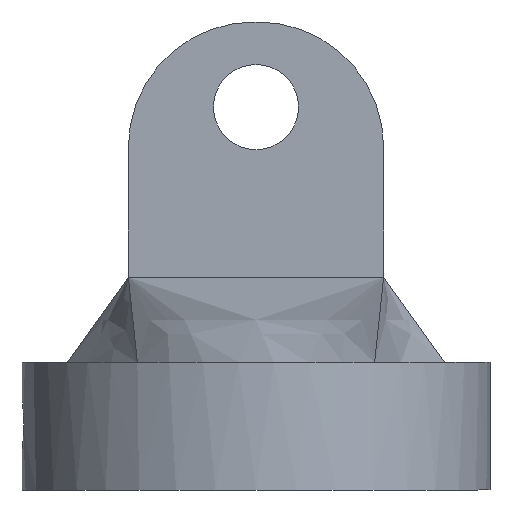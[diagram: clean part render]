
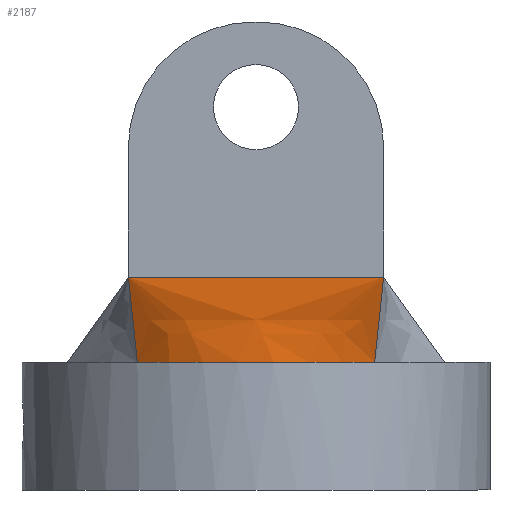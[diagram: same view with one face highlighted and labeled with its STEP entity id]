
A CAD part, front view. The second image highlights one B-rep face of the part: STEP entity #2187.
In plain terms, the highlighted free-form (B-spline) face has degree [7, 1] with [8, 2] control points.
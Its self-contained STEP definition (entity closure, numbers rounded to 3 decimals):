
#428 = CYLINDRICAL_SURFACE('',#429,11.);
#429 = AXIS2_PLACEMENT_3D('',#430,#431,#432);
#430 = CARTESIAN_POINT('',(0.722,-3.209,
    0.));
#431 = DIRECTION('',(0.,0.,-1.));
#432 = DIRECTION('',(0.,1.,0.));
#965 = VERTEX_POINT('',#966);
#966 = CARTESIAN_POINT('',(-4.853,-12.691,6.));
#980 = B_SPLINE_SURFACE_WITH_KNOTS('',6,1,(
    (#981,#982)
    ,(#983,#984)
    ,(#985,#986)
    ,(#987,#988)
    ,(#989,#990)
    ,(#991,#992)
    ,(#993,#994
    )),.UNSPECIFIED.,.F.,.F.,.F.,(7,7),(2,2),(0.426,3.),(0.,1.)
  ,.PIECEWISE_BEZIER_KNOTS.);
#981 = CARTESIAN_POINT('',(-8.152,-9.709,6.));
#982 = CARTESIAN_POINT('',(-5.278,-11.634,10.));
#983 = CARTESIAN_POINT('',(-7.711,-10.311,6.));
#984 = CARTESIAN_POINT('',(-5.278,-12.063,10.));
#985 = CARTESIAN_POINT('',(-7.221,-10.877,6.));
#986 = CARTESIAN_POINT('',(-5.278,-12.493,10.));
#987 = CARTESIAN_POINT('',(-6.686,-11.402,6.));
#988 = CARTESIAN_POINT('',(-5.278,-12.922,10.));
#989 = CARTESIAN_POINT('',(-6.109,-11.882,6.));
#990 = CARTESIAN_POINT('',(-5.278,-13.351,10.));
#991 = CARTESIAN_POINT('',(-5.497,-12.313,6.));
#992 = CARTESIAN_POINT('',(-5.278,-13.78,10.));
#993 = CARTESIAN_POINT('',(-4.853,-12.691,6.));
#994 = CARTESIAN_POINT('',(-5.278,-14.209,10.));
#1001 = EDGE_CURVE('',#965,#1002,#1004,.T.);
#1002 = VERTEX_POINT('',#1003);
#1003 = CARTESIAN_POINT('',(6.297,-12.691,6.));
#1004 = SURFACE_CURVE('',#1005,(#1010,#1016),.PCURVE_S1.);
#1005 = CIRCLE('',#1006,11.);
#1006 = AXIS2_PLACEMENT_3D('',#1007,#1008,#1009);
#1007 = CARTESIAN_POINT('',(0.722,-3.209,6.));
#1008 = DIRECTION('',(0.,0.,1.));
#1009 = DIRECTION('',(0.,1.,0.));
#1010 = PCURVE('',#428,#1011);
#1011 = DEFINITIONAL_REPRESENTATION('',(#1012),#1015);
#1012 = B_SPLINE_CURVE_WITH_KNOTS('',1,(#1013,#1014),.UNSPECIFIED.,.F.,
  .F.,(2,2),(2.61,3.673),.PIECEWISE_BEZIER_KNOTS.);
#1013 = CARTESIAN_POINT('',(-2.61,-6.));
#1014 = CARTESIAN_POINT('',(-3.673,-6.));
#1015 = ( GEOMETRIC_REPRESENTATION_CONTEXT(2) 
PARAMETRIC_REPRESENTATION_CONTEXT() REPRESENTATION_CONTEXT('2D SPACE',''
  ) );
#1016 = PCURVE('',#1017,#1034);
#1017 = B_SPLINE_SURFACE_WITH_KNOTS('',7,1,(
    (#1018,#1019)
    ,(#1020,#1021)
    ,(#1022,#1023)
    ,(#1024,#1025)
    ,(#1026,#1027)
    ,(#1028,#1029)
    ,(#1030,#1031)
    ,(#1032,#1033
    )),.UNSPECIFIED.,.F.,.F.,.F.,(8,8),(2,2),(0.,12.),(0.,1.),
  .PIECEWISE_BEZIER_KNOTS.);
#1018 = CARTESIAN_POINT('',(-4.853,-12.691,6.));
#1019 = CARTESIAN_POINT('',(-5.278,-14.209,10.));
#1020 = CARTESIAN_POINT('',(-3.413,-13.538,6.));
#1021 = CARTESIAN_POINT('',(-3.564,-14.209,10.));
#1022 = CARTESIAN_POINT('',(-1.823,-14.129,6.));
#1023 = CARTESIAN_POINT('',(-1.85,-14.209,10.));
#1024 = CARTESIAN_POINT('',(-0.138,-14.434,6.));
#1025 = CARTESIAN_POINT('',(-0.135,-14.209,10.));
#1026 = CARTESIAN_POINT('',(1.581,-14.434,6.));
#1027 = CARTESIAN_POINT('',(1.579,-14.209,10.));
#1028 = CARTESIAN_POINT('',(3.267,-14.129,6.));
#1029 = CARTESIAN_POINT('',(3.293,-14.209,10.));
#1030 = CARTESIAN_POINT('',(4.857,-13.538,6.));
#1031 = CARTESIAN_POINT('',(5.007,-14.209,10.));
#1032 = CARTESIAN_POINT('',(6.297,-12.691,6.));
#1033 = CARTESIAN_POINT('',(6.722,-14.209,10.));
#1034 = DEFINITIONAL_REPRESENTATION('',(#1035),#1038);
#1035 = B_SPLINE_CURVE_WITH_KNOTS('',1,(#1036,#1037),.UNSPECIFIED.,.F.,
  .F.,(2,2),(2.61,3.673),.PIECEWISE_BEZIER_KNOTS.);
#1036 = CARTESIAN_POINT('',(0.,0.));
#1037 = CARTESIAN_POINT('',(12.,0.));
#1038 = ( GEOMETRIC_REPRESENTATION_CONTEXT(2) 
PARAMETRIC_REPRESENTATION_CONTEXT() REPRESENTATION_CONTEXT('2D SPACE',''
  ) );
#1056 = B_SPLINE_SURFACE_WITH_KNOTS('',6,1,(
    (#1057,#1058)
    ,(#1059,#1060)
    ,(#1061,#1062)
    ,(#1063,#1064)
    ,(#1065,#1066)
    ,(#1067,#1068)
    ,(#1069,#1070
    )),.UNSPECIFIED.,.F.,.F.,.F.,(7,7),(2,2),(0.,2.574),(0.,1.)
  ,.PIECEWISE_BEZIER_KNOTS.);
#1057 = CARTESIAN_POINT('',(6.297,-12.691,6.));
#1058 = CARTESIAN_POINT('',(6.722,-14.209,10.));
#1059 = CARTESIAN_POINT('',(6.94,-12.313,6.));
#1060 = CARTESIAN_POINT('',(6.722,-13.78,10.));
#1061 = CARTESIAN_POINT('',(7.553,-11.882,6.));
#1062 = CARTESIAN_POINT('',(6.722,-13.351,10.));
#1063 = CARTESIAN_POINT('',(8.129,-11.402,6.));
#1064 = CARTESIAN_POINT('',(6.722,-12.922,10.));
#1065 = CARTESIAN_POINT('',(8.665,-10.877,6.));
#1066 = CARTESIAN_POINT('',(6.722,-12.493,10.));
#1067 = CARTESIAN_POINT('',(9.155,-10.311,6.));
#1068 = CARTESIAN_POINT('',(6.722,-12.063,10.));
#1069 = CARTESIAN_POINT('',(9.596,-9.709,6.));
#1070 = CARTESIAN_POINT('',(6.722,-11.634,10.));
#2144 = VERTEX_POINT('',#2145);
#2145 = CARTESIAN_POINT('',(6.722,-14.209,10.));
#2170 = EDGE_CURVE('',#1002,#2144,#2171,.T.);
#2171 = SURFACE_CURVE('',#2172,(#2175,#2181),.PCURVE_S1.);
#2172 = B_SPLINE_CURVE_WITH_KNOTS('',1,(#2173,#2174),.UNSPECIFIED.,.F.,
  .F.,(2,2),(0.,1.),.PIECEWISE_BEZIER_KNOTS.);
#2173 = CARTESIAN_POINT('',(6.297,-12.691,6.));
#2174 = CARTESIAN_POINT('',(6.722,-14.209,10.));
#2175 = PCURVE('',#1056,#2176);
#2176 = DEFINITIONAL_REPRESENTATION('',(#2177),#2180);
#2177 = B_SPLINE_CURVE_WITH_KNOTS('',1,(#2178,#2179),.UNSPECIFIED.,.F.,
  .F.,(2,2),(0.,1.),.PIECEWISE_BEZIER_KNOTS.);
#2178 = CARTESIAN_POINT('',(0.,0.));
#2179 = CARTESIAN_POINT('',(0.,1.));
#2180 = ( GEOMETRIC_REPRESENTATION_CONTEXT(2) 
PARAMETRIC_REPRESENTATION_CONTEXT() REPRESENTATION_CONTEXT('2D SPACE',''
  ) );
#2181 = PCURVE('',#1017,#2182);
#2182 = DEFINITIONAL_REPRESENTATION('',(#2183),#2186);
#2183 = B_SPLINE_CURVE_WITH_KNOTS('',1,(#2184,#2185),.UNSPECIFIED.,.F.,
  .F.,(2,2),(0.,1.),.PIECEWISE_BEZIER_KNOTS.);
#2184 = CARTESIAN_POINT('',(12.,0.));
#2185 = CARTESIAN_POINT('',(12.,1.));
#2186 = ( GEOMETRIC_REPRESENTATION_CONTEXT(2) 
PARAMETRIC_REPRESENTATION_CONTEXT() REPRESENTATION_CONTEXT('2D SPACE',''
  ) );
#2187 = ADVANCED_FACE('',(#2188),#1017,.T.);
#2188 = FACE_BOUND('',#2189,.T.);
#2189 = EDGE_LOOP('',(#2190,#2191,#2192,#2219));
#2190 = ORIENTED_EDGE('',*,*,#1001,.T.);
#2191 = ORIENTED_EDGE('',*,*,#2170,.T.);
#2192 = ORIENTED_EDGE('',*,*,#2193,.F.);
#2193 = EDGE_CURVE('',#2194,#2144,#2196,.T.);
#2194 = VERTEX_POINT('',#2195);
#2195 = CARTESIAN_POINT('',(-5.278,-14.209,10.));
#2196 = SURFACE_CURVE('',#2197,(#2201,#2207),.PCURVE_S1.);
#2197 = LINE('',#2198,#2199);
#2198 = CARTESIAN_POINT('',(-5.278,-14.209,10.));
#2199 = VECTOR('',#2200,1.);
#2200 = DIRECTION('',(1.,0.,0.));
#2201 = PCURVE('',#1017,#2202);
#2202 = DEFINITIONAL_REPRESENTATION('',(#2203),#2206);
#2203 = B_SPLINE_CURVE_WITH_KNOTS('',1,(#2204,#2205),.UNSPECIFIED.,.F.,
  .F.,(2,2),(0.,12.),.PIECEWISE_BEZIER_KNOTS.);
#2204 = CARTESIAN_POINT('',(0.,1.));
#2205 = CARTESIAN_POINT('',(12.,1.));
#2206 = ( GEOMETRIC_REPRESENTATION_CONTEXT(2) 
PARAMETRIC_REPRESENTATION_CONTEXT() REPRESENTATION_CONTEXT('2D SPACE',''
  ) );
#2207 = PCURVE('',#2208,#2213);
#2208 = PLANE('',#2209);
#2209 = AXIS2_PLACEMENT_3D('',#2210,#2211,#2212);
#2210 = CARTESIAN_POINT('',(6.722,-14.209,10.));
#2211 = DIRECTION('',(0.,-1.,0.));
#2212 = DIRECTION('',(-1.,0.,0.));
#2213 = DEFINITIONAL_REPRESENTATION('',(#2214),#2218);
#2214 = LINE('',#2215,#2216);
#2215 = CARTESIAN_POINT('',(12.,0.));
#2216 = VECTOR('',#2217,1.);
#2217 = DIRECTION('',(-1.,0.));
#2218 = ( GEOMETRIC_REPRESENTATION_CONTEXT(2) 
PARAMETRIC_REPRESENTATION_CONTEXT() REPRESENTATION_CONTEXT('2D SPACE',''
  ) );
#2219 = ORIENTED_EDGE('',*,*,#2220,.F.);
#2220 = EDGE_CURVE('',#965,#2194,#2221,.T.);
#2221 = SURFACE_CURVE('',#2222,(#2225,#2231),.PCURVE_S1.);
#2222 = B_SPLINE_CURVE_WITH_KNOTS('',1,(#2223,#2224),.UNSPECIFIED.,.F.,
  .F.,(2,2),(0.,1.),.PIECEWISE_BEZIER_KNOTS.);
#2223 = CARTESIAN_POINT('',(-4.853,-12.691,6.));
#2224 = CARTESIAN_POINT('',(-5.278,-14.209,10.));
#2225 = PCURVE('',#1017,#2226);
#2226 = DEFINITIONAL_REPRESENTATION('',(#2227),#2230);
#2227 = B_SPLINE_CURVE_WITH_KNOTS('',1,(#2228,#2229),.UNSPECIFIED.,.F.,
  .F.,(2,2),(0.,1.),.PIECEWISE_BEZIER_KNOTS.);
#2228 = CARTESIAN_POINT('',(0.,0.));
#2229 = CARTESIAN_POINT('',(0.,1.));
#2230 = ( GEOMETRIC_REPRESENTATION_CONTEXT(2) 
PARAMETRIC_REPRESENTATION_CONTEXT() REPRESENTATION_CONTEXT('2D SPACE',''
  ) );
#2231 = PCURVE('',#980,#2232);
#2232 = DEFINITIONAL_REPRESENTATION('',(#2233),#2236);
#2233 = B_SPLINE_CURVE_WITH_KNOTS('',1,(#2234,#2235),.UNSPECIFIED.,.F.,
  .F.,(2,2),(0.,1.),.PIECEWISE_BEZIER_KNOTS.);
#2234 = CARTESIAN_POINT('',(3.,0.));
#2235 = CARTESIAN_POINT('',(3.,1.));
#2236 = ( GEOMETRIC_REPRESENTATION_CONTEXT(2) 
PARAMETRIC_REPRESENTATION_CONTEXT() REPRESENTATION_CONTEXT('2D SPACE',''
  ) );
